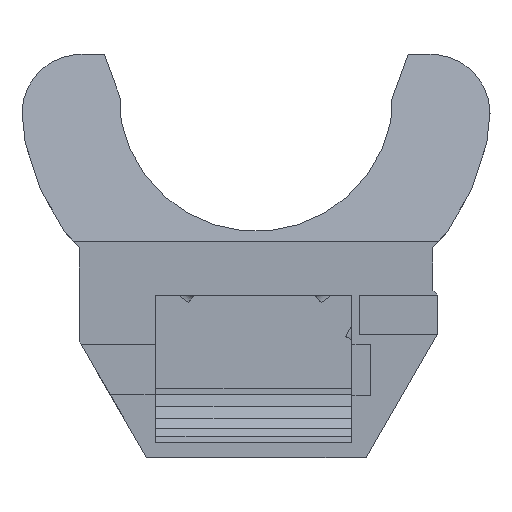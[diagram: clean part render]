
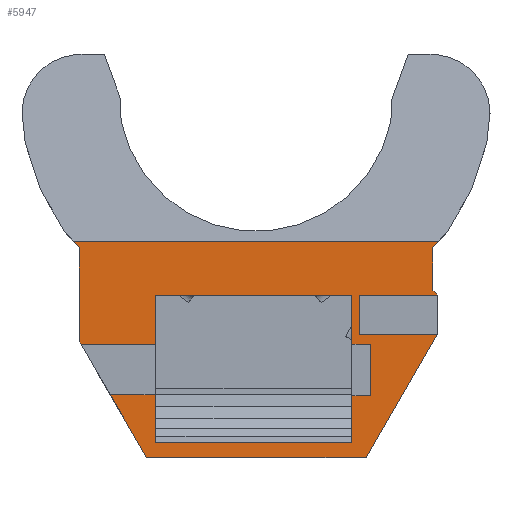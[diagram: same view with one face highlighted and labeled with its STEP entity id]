
A CAD part, top view. The second image highlights one B-rep face of the part: STEP entity #5947.
In plain terms, the highlighted planar face has unit normal (0, 0, 1).
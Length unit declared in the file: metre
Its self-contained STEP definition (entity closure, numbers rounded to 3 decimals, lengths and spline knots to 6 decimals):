
#1776=ORIENTED_EDGE('',*,*,#2675,.F.);
#1777=ORIENTED_EDGE('',*,*,#1815,.T.);
#1778=ORIENTED_EDGE('',*,*,#2674,.T.);
#1779=ORIENTED_EDGE('',*,*,#2242,.T.);
#1780=ORIENTED_EDGE('',*,*,#2614,.F.);
#1781=ORIENTED_EDGE('',*,*,#2456,.F.);
#1782=ORIENTED_EDGE('',*,*,#2352,.T.);
#1783=ORIENTED_EDGE('',*,*,#2460,.F.);
#1784=ORIENTED_EDGE('',*,*,#2105,.F.);
#1785=ORIENTED_EDGE('',*,*,#2611,.T.);
#1786=ORIENTED_EDGE('',*,*,#2458,.T.);
#1787=ORIENTED_EDGE('',*,*,#2610,.T.);
#1788=ORIENTED_EDGE('',*,*,#2612,.T.);
#1789=ORIENTED_EDGE('',*,*,#2335,.F.);
#1790=ORIENTED_EDGE('',*,*,#2387,.T.);
#1791=ORIENTED_EDGE('',*,*,#2495,.F.);
#1792=ORIENTED_EDGE('',*,*,#2673,.T.);
#1793=ORIENTED_EDGE('',*,*,#2180,.F.);
#1794=ORIENTED_EDGE('',*,*,#2676,.F.);
#1795=ORIENTED_EDGE('',*,*,#2471,.T.);
#1796=ORIENTED_EDGE('',*,*,#2461,.T.);
#1797=ORIENTED_EDGE('',*,*,#1831,.T.);
#1798=ORIENTED_EDGE('',*,*,#1829,.T.);
#1799=ORIENTED_EDGE('',*,*,#1820,.F.);
#1800=ORIENTED_EDGE('',*,*,#2464,.T.);
#1801=ORIENTED_EDGE('',*,*,#2173,.T.);
#1815=EDGE_CURVE('',#2677,#2678,#3248,.T.);
#1820=EDGE_CURVE('',#2682,#2683,#3253,.T.);
#1829=EDGE_CURVE('',#2689,#2683,#3262,.T.);
#1831=EDGE_CURVE('',#2690,#2689,#3264,.T.);
#2105=EDGE_CURVE('',#2942,#2943,#3521,.T.);
#2173=EDGE_CURVE('',#2999,#2998,#3585,.T.);
#2180=EDGE_CURVE('',#3003,#3004,#3592,.T.);
#2242=EDGE_CURVE('',#3046,#3047,#3651,.T.);
#2335=EDGE_CURVE('',#3114,#3115,#3740,.T.);
#2352=EDGE_CURVE('',#3125,#3124,#3757,.T.);
#2387=EDGE_CURVE('',#3114,#3142,#3791,.T.);
#2456=EDGE_CURVE('',#3125,#3177,#3847,.T.);
#2458=EDGE_CURVE('',#3123,#3178,#3849,.T.);
#2460=EDGE_CURVE('',#2943,#3124,#3851,.T.);
#2461=EDGE_CURVE('',#3179,#2690,#3852,.T.);
#2464=EDGE_CURVE('',#2682,#2999,#3855,.T.);
#2471=EDGE_CURVE('',#3184,#3179,#3860,.T.);
#2495=EDGE_CURVE('',#3197,#3142,#3883,.T.);
#2610=EDGE_CURVE('',#3178,#3239,#3997,.T.);
#2611=EDGE_CURVE('',#2942,#3123,#3998,.T.);
#2612=EDGE_CURVE('',#3239,#3115,#3999,.T.);
#2614=EDGE_CURVE('',#3177,#3047,#4001,.T.);
#2673=EDGE_CURVE('',#3197,#3004,#4052,.T.);
#2674=EDGE_CURVE('',#2678,#3046,#4053,.T.);
#2675=EDGE_CURVE('',#2677,#2998,#4054,.T.);
#2676=EDGE_CURVE('',#3184,#3003,#4055,.T.);
#2677=VERTEX_POINT('',#7753);
#2678=VERTEX_POINT('',#7754);
#2682=VERTEX_POINT('',#7763);
#2683=VERTEX_POINT('',#7765);
#2689=VERTEX_POINT('',#7783);
#2690=VERTEX_POINT('',#7787);
#2942=VERTEX_POINT('',#8343);
#2943=VERTEX_POINT('',#8345);
#2998=VERTEX_POINT('',#8481);
#2999=VERTEX_POINT('',#8483);
#3003=VERTEX_POINT('',#8496);
#3004=VERTEX_POINT('',#8497);
#3046=VERTEX_POINT('',#8622);
#3047=VERTEX_POINT('',#8623);
#3114=VERTEX_POINT('',#8797);
#3115=VERTEX_POINT('',#8799);
#3123=VERTEX_POINT('',#8827);
#3124=VERTEX_POINT('',#8830);
#3125=VERTEX_POINT('',#8832);
#3142=VERTEX_POINT('',#8896);
#3177=VERTEX_POINT('',#9030);
#3178=VERTEX_POINT('',#9034);
#3179=VERTEX_POINT('',#9040);
#3184=VERTEX_POINT('',#9057);
#3197=VERTEX_POINT('',#9101);
#3239=VERTEX_POINT('',#9297);
#3248=LINE('',#7752,#4056);
#3253=LINE('',#7764,#4061);
#3262=LINE('',#7782,#4070);
#3264=LINE('',#7786,#4072);
#3521=LINE('',#8344,#4329);
#3585=LINE('',#8482,#4393);
#3592=LINE('',#8495,#4400);
#3651=LINE('',#8621,#4459);
#3740=LINE('',#8798,#4548);
#3757=LINE('',#8831,#4565);
#3791=LINE('',#8897,#4599);
#3847=LINE('',#9029,#4655);
#3849=LINE('',#9033,#4657);
#3851=LINE('',#9037,#4659);
#3852=LINE('',#9039,#4660);
#3855=LINE('',#9044,#4663);
#3860=LINE('',#9056,#4668);
#3883=LINE('',#9102,#4691);
#3997=LINE('',#9298,#4805);
#3998=LINE('',#9300,#4806);
#3999=LINE('',#9302,#4807);
#4001=LINE('',#9305,#4809);
#4052=LINE('',#9458,#4860);
#4053=LINE('',#9459,#4861);
#4054=LINE('',#9461,#4862);
#4055=LINE('',#9462,#4863);
#4056=VECTOR('',#6292,1.);
#4061=VECTOR('',#6299,1.);
#4070=VECTOR('',#6314,1.);
#4072=VECTOR('',#6318,1.);
#4329=VECTOR('',#6655,1.);
#4393=VECTOR('',#6755,1.);
#4400=VECTOR('',#6766,1.);
#4459=VECTOR('',#6873,1.);
#4548=VECTOR('',#7000,1.);
#4565=VECTOR('',#7029,1.);
#4599=VECTOR('',#7091,1.);
#4655=VECTOR('',#7231,1.);
#4657=VECTOR('',#7235,1.);
#4659=VECTOR('',#7239,1.);
#4660=VECTOR('',#7242,1.);
#4663=VECTOR('',#7245,1.);
#4668=VECTOR('',#7258,1.);
#4691=VECTOR('',#7299,1.);
#4805=VECTOR('',#7493,1.);
#4806=VECTOR('',#7496,1.);
#4807=VECTOR('',#7499,1.);
#4809=VECTOR('',#7503,1.);
#4860=VECTOR('',#7742,1.);
#4861=VECTOR('',#7743,1.);
#4862=VECTOR('',#7746,1.);
#4863=VECTOR('',#7747,1.);
#5143=EDGE_LOOP('',(#1776,#1777,#1778,#1779,#1780,#1781,#1782,#1783,#1784,
#1785,#1786,#1787,#1788,#1789,#1790,#1791,#1792,#1793,#1794,#1795,#1796,
#1797,#1798,#1799,#1800,#1801));
#5424=FACE_BOUND('',#5143,.T.);
#5673=PLANE('',#6286);
#5947=ADVANCED_FACE('',(#5424),#5673,.T.);
#6286=AXIS2_PLACEMENT_3D('',#9460,#7744,#7745);
#6292=DIRECTION('',(-1.,0.,0.));
#6299=DIRECTION('',(1.,0.,0.));
#6314=DIRECTION('',(0.,-1.,0.));
#6318=DIRECTION('',(1.,0.,0.));
#6655=DIRECTION('',(0.,-1.,0.));
#6755=DIRECTION('',(-1.,0.,0.));
#6766=DIRECTION('',(-1.,0.,0.));
#6873=DIRECTION('',(1.,0.,0.));
#7000=DIRECTION('',(1.,0.,0.));
#7029=DIRECTION('',(0.,1.,0.));
#7091=DIRECTION('',(0.669,-0.743,0.));
#7231=DIRECTION('',(-0.866,-0.5,0.));
#7235=DIRECTION('',(-0.707,0.707,0.));
#7239=DIRECTION('',(1.,0.,0.));
#7242=DIRECTION('',(0.,-1.,0.));
#7245=DIRECTION('',(0.,-1.,0.));
#7258=DIRECTION('',(1.,0.,0.));
#7299=DIRECTION('',(0.,1.,0.));
#7493=DIRECTION('',(0.,1.,0.));
#7496=DIRECTION('',(1.,0.,0.));
#7499=DIRECTION('',(0.669,0.743,0.));
#7503=DIRECTION('',(-0.5,-0.866,0.));
#7742=DIRECTION('',(0.5,-0.866,0.));
#7743=DIRECTION('',(0.5,-0.866,0.));
#7744=DIRECTION('',(0.,0.,1.));
#7745=DIRECTION('',(1.,0.,0.));
#7746=DIRECTION('',(0.,-1.,0.));
#7747=DIRECTION('',(0.,-1.,0.));
#7752=CARTESIAN_POINT('',(-0.013149,-0.04562,-0.044));
#7753=CARTESIAN_POINT('',(-0.01025,-0.04562,-0.044));
#7754=CARTESIAN_POINT('',(-0.014823,-0.04562,-0.044));
#7763=CARTESIAN_POINT('',(0.00975,-0.04575,-0.044));
#7764=CARTESIAN_POINT('',(0.000706,-0.04575,-0.044));
#7765=CARTESIAN_POINT('',(0.011661,-0.04575,-0.044));
#7782=CARTESIAN_POINT('',(0.011661,-0.042,-0.044));
#7783=CARTESIAN_POINT('',(0.011661,-0.0405,-0.044));
#7786=CARTESIAN_POINT('',(0.,-0.0405,-0.044));
#7787=CARTESIAN_POINT('',(0.00975,-0.0405,-0.044));
#8343=CARTESIAN_POINT('',(0.0105,-0.0355,-0.044));
#8344=CARTESIAN_POINT('',(0.0105,-0.035566,-0.044));
#8345=CARTESIAN_POINT('',(0.0105,-0.0395,-0.044));
#8481=CARTESIAN_POINT('',(-0.01025,-0.0505,-0.044));
#8482=CARTESIAN_POINT('',(0.000004,-0.0505,-0.044));
#8483=CARTESIAN_POINT('',(0.00975,-0.0505,-0.044));
#8495=CARTESIAN_POINT('',(-0.014125,-0.0405,-0.044));
#8496=CARTESIAN_POINT('',(-0.01025,-0.0405,-0.044));
#8497=CARTESIAN_POINT('',(-0.017779,-0.0405,-0.044));
#8621=CARTESIAN_POINT('',(-0.018,-0.052,-0.044));
#8622=CARTESIAN_POINT('',(-0.01114,-0.052,-0.044));
#8623=CARTESIAN_POINT('',(0.0112,-0.052,-0.044));
#8797=CARTESIAN_POINT('',(-0.018612,-0.03,-0.044));
#8798=CARTESIAN_POINT('',(-0.025,-0.03,-0.044));
#8799=CARTESIAN_POINT('',(0.018612,-0.03,-0.044));
#8827=CARTESIAN_POINT('',(0.0185,-0.0355,-0.044));
#8830=CARTESIAN_POINT('',(0.0185,-0.0395,-0.044));
#8831=CARTESIAN_POINT('',(0.0185,-0.0405,-0.044));
#8832=CARTESIAN_POINT('',(0.0185,-0.039501,-0.044));
#8896=CARTESIAN_POINT('',(-0.018,-0.03068,-0.044));
#8897=CARTESIAN_POINT('',(-0.019416,-0.029107,-0.044));
#9029=CARTESIAN_POINT('',(0.018374,-0.039574,-0.044));
#9030=CARTESIAN_POINT('',(0.018374,-0.039574,-0.044));
#9033=CARTESIAN_POINT('',(0.0185,-0.0355,-0.044));
#9034=CARTESIAN_POINT('',(0.018,-0.035,-0.044));
#9037=CARTESIAN_POINT('',(0.,-0.0395,-0.044));
#9039=CARTESIAN_POINT('',(0.00975,-0.030631,-0.044));
#9040=CARTESIAN_POINT('',(0.00975,-0.0355,-0.044));
#9044=CARTESIAN_POINT('',(0.00975,-0.030631,-0.044));
#9056=CARTESIAN_POINT('',(-0.005125,-0.0355,-0.044));
#9057=CARTESIAN_POINT('',(-0.01025,-0.0355,-0.044));
#9101=CARTESIAN_POINT('',(-0.018,-0.040118,-0.044));
#9102=CARTESIAN_POINT('',(-0.018,-0.052,-0.044));
#9297=CARTESIAN_POINT('',(0.018,-0.03068,-0.044));
#9298=CARTESIAN_POINT('',(0.018,-0.052,-0.044));
#9300=CARTESIAN_POINT('',(-0.01025,-0.0355,-0.044));
#9302=CARTESIAN_POINT('',(0.016059,-0.032835,-0.044));
#9305=CARTESIAN_POINT('',(0.014426,-0.046412,-0.044));
#9458=CARTESIAN_POINT('',(-0.014374,-0.046399,-0.044));
#9459=CARTESIAN_POINT('',(-0.014374,-0.046399,-0.044));
#9460=CARTESIAN_POINT('',(0.,-0.030631,-0.044));
#9461=CARTESIAN_POINT('',(-0.01025,-0.040816,-0.044));
#9462=CARTESIAN_POINT('',(-0.01025,-0.040816,-0.044));
